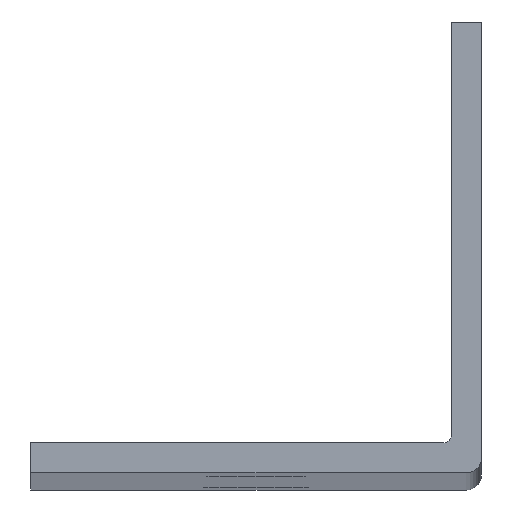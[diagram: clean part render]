
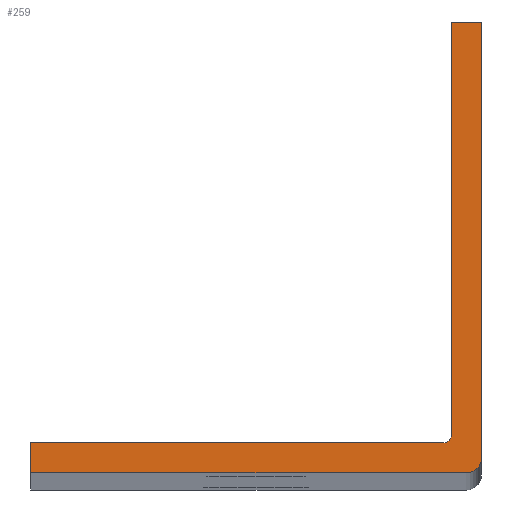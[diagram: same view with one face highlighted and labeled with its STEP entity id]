
A CAD part, top view. The second image highlights one B-rep face of the part: STEP entity #259.
In plain terms, the highlighted face is planar.
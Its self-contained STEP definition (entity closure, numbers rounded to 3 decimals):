
#32=PLANE('',#297);
#45=FACE_OUTER_BOUND('',#64,.T.);
#64=EDGE_LOOP('',(#234,#235,#236,#237,#238,#239,#240,#241));
#67=LINE('',#387,#90);
#72=LINE('',#396,#95);
#79=LINE('',#421,#102);
#84=LINE('',#436,#107);
#85=LINE('',#439,#108);
#87=LINE('',#442,#110);
#90=VECTOR('',#313,10.);
#95=VECTOR('',#320,10.);
#102=VECTOR('',#343,10.);
#107=VECTOR('',#362,10.);
#108=VECTOR('',#365,10.);
#110=VECTOR('',#369,10.);
#111=CIRCLE('',#276,0.5);
#117=CIRCLE('',#285,1.);
#121=VERTEX_POINT('',#377);
#122=VERTEX_POINT('',#378);
#125=VERTEX_POINT('',#386);
#128=VERTEX_POINT('',#394);
#134=VERTEX_POINT('',#407);
#135=VERTEX_POINT('',#409);
#138=VERTEX_POINT('',#420);
#142=VERTEX_POINT('',#438);
#143=EDGE_CURVE('',#121,#122,#111,.T.);
#147=EDGE_CURVE('',#122,#125,#67,.T.);
#152=EDGE_CURVE('',#121,#128,#72,.F.);
#158=EDGE_CURVE('',#134,#135,#117,.T.);
#164=EDGE_CURVE('',#138,#135,#79,.F.);
#172=EDGE_CURVE('',#138,#128,#84,.T.);
#173=EDGE_CURVE('',#125,#142,#85,.T.);
#175=EDGE_CURVE('',#134,#142,#87,.F.);
#234=ORIENTED_EDGE('',*,*,#152,.T.);
#235=ORIENTED_EDGE('',*,*,#172,.F.);
#236=ORIENTED_EDGE('',*,*,#164,.T.);
#237=ORIENTED_EDGE('',*,*,#158,.F.);
#238=ORIENTED_EDGE('',*,*,#175,.T.);
#239=ORIENTED_EDGE('',*,*,#173,.F.);
#240=ORIENTED_EDGE('',*,*,#147,.F.);
#241=ORIENTED_EDGE('',*,*,#143,.F.);
#259=ADVANCED_FACE('',(#45),#32,.F.);
#276=AXIS2_PLACEMENT_3D('',#379,#305,#306);
#285=AXIS2_PLACEMENT_3D('',#410,#332,#333);
#297=AXIS2_PLACEMENT_3D('',#443,#370,#371);
#305=DIRECTION('center_axis',(0.,-1.,0.));
#306=DIRECTION('ref_axis',(0.707,0.,-0.707));
#313=DIRECTION('',(0.,0.,1.));
#320=DIRECTION('',(1.,0.,0.));
#332=DIRECTION('center_axis',(0.,1.,0.));
#333=DIRECTION('ref_axis',(0.707,0.,-0.707));
#343=DIRECTION('',(-1.,0.,0.));
#362=DIRECTION('',(0.,0.,1.));
#365=DIRECTION('',(1.,0.,0.));
#369=DIRECTION('',(0.,0.,-1.));
#370=DIRECTION('center_axis',(0.,1.,0.));
#371=DIRECTION('ref_axis',(1.,0.,0.));
#377=CARTESIAN_POINT('',(27.5,169.141,192.822));
#378=CARTESIAN_POINT('',(28.,169.141,193.322));
#379=CARTESIAN_POINT('Origin',(27.5,169.141,193.322));
#386=CARTESIAN_POINT('',(28.,169.141,220.822));
#387=CARTESIAN_POINT('',(28.,169.141,198.072));
#394=CARTESIAN_POINT('',(0.,169.141,192.822));
#396=CARTESIAN_POINT('',(11.25,169.141,192.822));
#407=CARTESIAN_POINT('',(30.,169.141,191.822));
#409=CARTESIAN_POINT('',(29.,169.141,190.822));
#410=CARTESIAN_POINT('Origin',(29.,169.141,191.822));
#420=CARTESIAN_POINT('',(0.,169.141,190.822));
#421=CARTESIAN_POINT('',(23.75,169.141,190.822));
#436=CARTESIAN_POINT('',(0.,169.141,197.072));
#438=CARTESIAN_POINT('',(30.,169.141,220.822));
#439=CARTESIAN_POINT('',(22.75,169.141,220.822));
#442=CARTESIAN_POINT('',(30.,169.141,209.572));
#443=CARTESIAN_POINT('Origin',(17.5,169.141,203.322));
